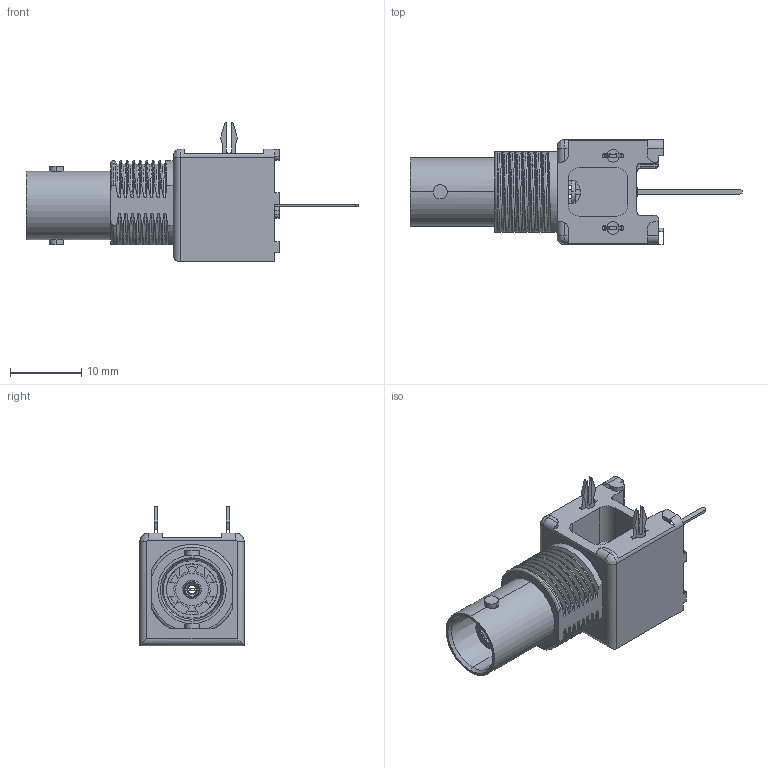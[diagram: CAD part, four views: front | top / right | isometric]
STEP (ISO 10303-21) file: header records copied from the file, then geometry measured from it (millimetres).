
FILE_DESCRIPTION((''),'2;1');
FILE_NAME('031-5640','2012-06-06T',('mnaples'),(''),'PRO/ENGINEER BY PARAMETRIC TECHNOLOGY CORPORATION, 2010100','PRO/ENGINEER BY PARAMETRIC TECHNOLOGY CORPORATION, 2010100','');
FILE_SCHEMA(('CONFIG_CONTROL_DESIGN'));
Length unit declared in the file: inch
Products named in the file (1): 031-5640
Bounding box: 46.74 x 14.73 x 19.66 mm (x, y, z)
Surface area: 2973.5 mm2 (no closed solid volume)
Topology: 0 solids, 17 shells, 245 faces, 940 edges, 699 vertices
Faces by surface type: bspline 85, plane 73, cylinder 68, cone 14, torus 5
Entity records: 14627 total; most frequent: CARTESIAN_POINT 7602, ORIENTED_EDGE 1535, DIRECTION 1061, EDGE_CURVE 940, VERTEX_POINT 699, VECTOR 507, LINE 507, B_SPLINE_CURVE_WITH_KNOTS 316
